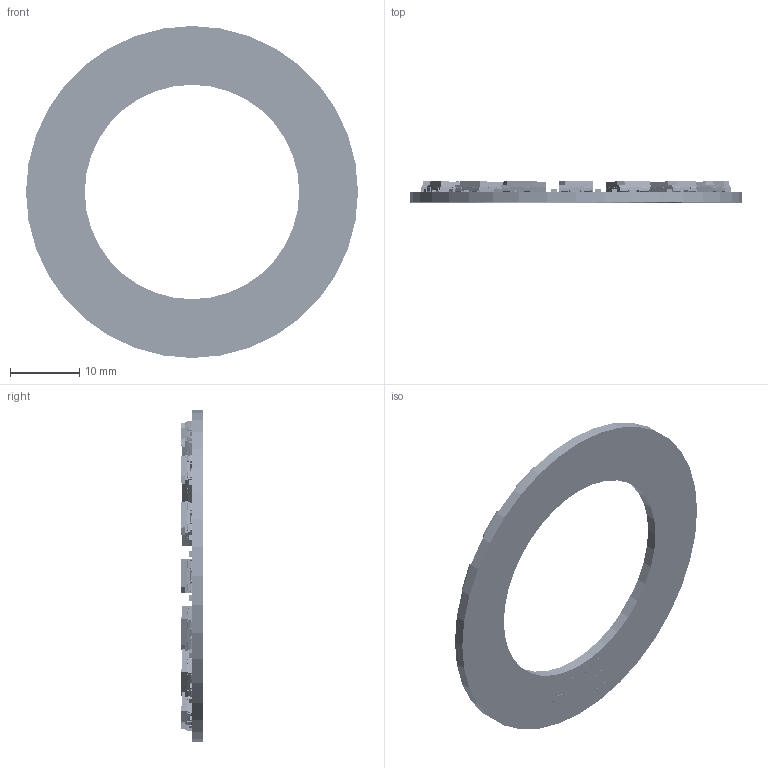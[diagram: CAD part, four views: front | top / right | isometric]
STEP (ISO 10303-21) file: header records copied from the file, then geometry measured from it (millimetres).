
FILE_DESCRIPTION(/* description */ (''),/* implementation_level */ '2;1');
FILE_NAME(/* name */ 'WS2812B-Ring-16LED-Black.step',/* time_stamp */ '2023-12-30T14:52:07Z',/* author */ (''),/* organization */ (''),/* preprocessor_version */ 'ST-DEVELOPER v20',/* originating_system */ 'Autodesk Translation Framework v12.14.0.127',/* authorisation */ '');
FILE_SCHEMA (('AUTOMOTIVE_DESIGN { 1 0 10303 214 3 1 1 }'));
Length unit declared in the file: millimetre
Products named in the file (3): WS2812B Ring 8-45 LED Para (Black PCB); WS2812B; 0603 Resistor
Assembly tree (32 placements, depth 2):
  WS2812B Ring 8-45 LED Para (Black PCB)
    WS2812B  x16
    0603 Resistor  x16
Bounding box: 48 x 3.09 x 48 mm (x, y, z)
Volume: 2125.2 mm3; surface area: 5699 mm2
Topology: 385 solids, 385 shells, 9337 faces, 22970 edges, 14716 vertices
Faces by surface type: plane 6283, bspline 1700, cylinder 1002, torus 320, cone 32
Full cylindrical faces by diameter (mm): 0.36 x16, 0.4 x96, 0.5 x32, 1 x16, 31 x1, 48 x1
Entity records: 35654 total; most frequent: CARTESIAN_POINT 15023, ORIENTED_EDGE 4566, DIRECTION 3382, EDGE_CURVE 2283, VERTEX_POINT 1486, LINE 1456, VECTOR 1456, EDGE_LOOP 965
